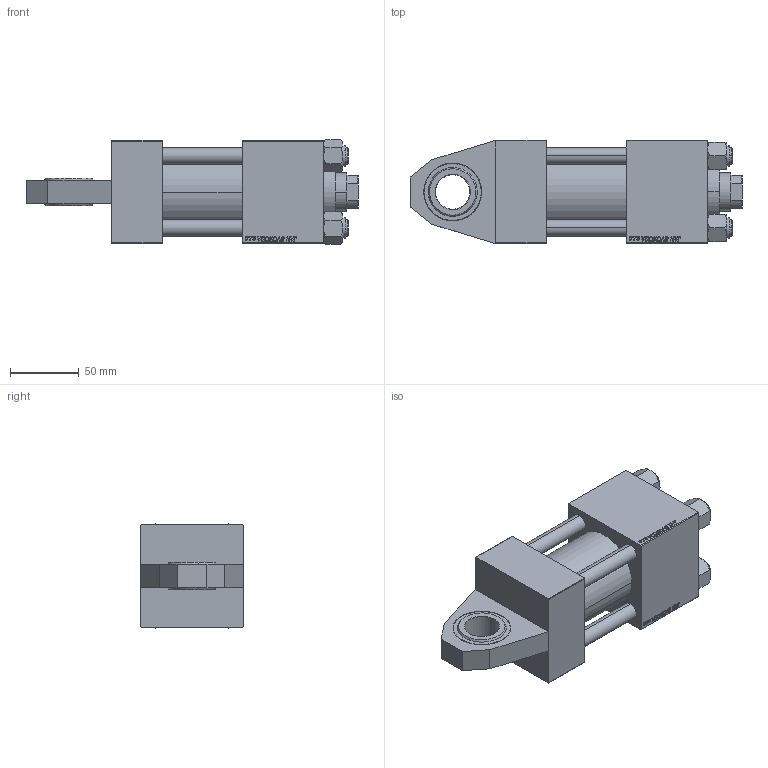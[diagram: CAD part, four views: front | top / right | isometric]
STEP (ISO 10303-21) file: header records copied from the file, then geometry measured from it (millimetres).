
FILE_DESCRIPTION (( 'STEP AP203' ), '1' );
FILE_NAME ('63d3.STEP', '2022-04-14T20:15:11', ( '' ), ( '' ), 'SwSTEP 2.0', 'SolidWorks 2019', '' );
FILE_SCHEMA (( 'CONFIG_CONTROL_DESIGN' ));
Length unit declared in the file: millimetre
Products named in the file (7): NUT_M5_J c7e571ae4ac378c90d62ccd4c55e5b41; V215_VC_A c7e571ae4ac378c90d62ccd4c55e5b41; 63d3; V215CR_J_VNITRNI_KROUZEK c7e571ae4ac378c90d62ccd4c55e5b41; V215CR_TYCINKA_J c7e571ae4ac378c90d62ccd4c55e5b41; V215CR_J_Body c7e571ae4ac378c90d62ccd4c55e5b41; V215CR_VCP_J c7e571ae4ac378c90d62ccd4c55e5b41
Assembly tree (12 placements, depth 2):
  63d3
    V215CR_J_Body c7e571ae4ac378c90d62ccd4c55e5b41
    V215CR_J_VNITRNI_KROUZEK c7e571ae4ac378c90d62ccd4c55e5b41
    V215CR_VCP_J c7e571ae4ac378c90d62ccd4c55e5b41
    V215CR_TYCINKA_J c7e571ae4ac378c90d62ccd4c55e5b41  x4
    NUT_M5_J c7e571ae4ac378c90d62ccd4c55e5b41  x4
    V215_VC_A c7e571ae4ac378c90d62ccd4c55e5b41
Bounding box: 241 x 75 x 75.54 mm (x, y, z)
Volume: 728002.6 mm3; surface area: 167031.1 mm2
Topology: 12 solids, 12 shells, 1145 faces, 2862 edges, 1855 vertices
Faces by surface type: plane 516, bspline 392, cone 128, cylinder 89, torus 20
Entity records: 50223 total; most frequent: CARTESIAN_POINT 27084, ORIENTED_EDGE 5216, DIRECTION 3310, EDGE_CURVE 2608, VERTEX_POINT 1711, VECTOR 1556, LINE 1556, EDGE_LOOP 1155
